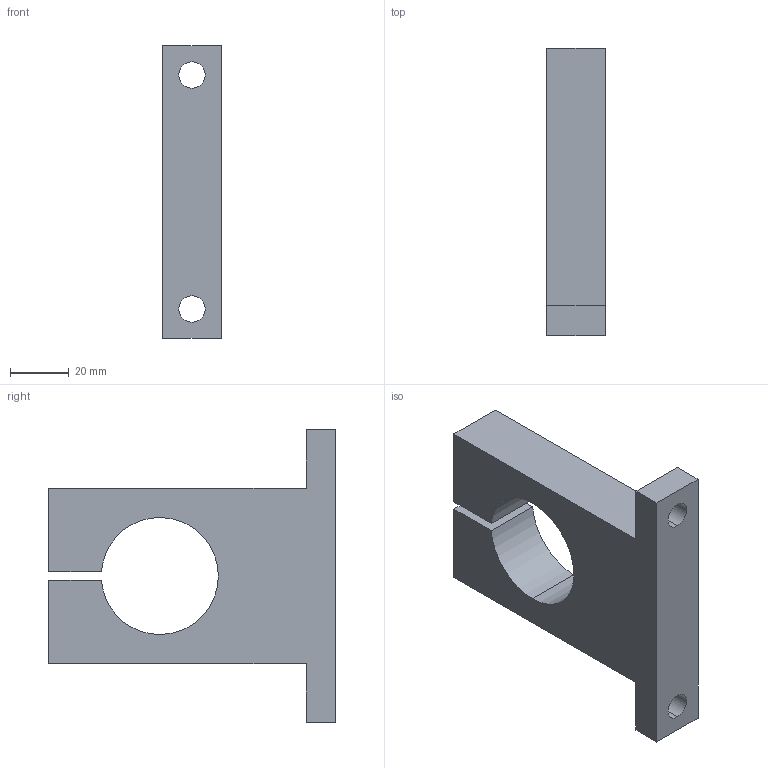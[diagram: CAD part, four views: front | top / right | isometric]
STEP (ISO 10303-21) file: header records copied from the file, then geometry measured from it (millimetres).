
FILE_DESCRIPTION (( 'STEP AP214' ), '1' );
FILE_NAME ('S8040E02.STEP', '2021-09-23T21:08:32', ( '' ), ( '' ), 'SwSTEP 2.0', 'SolidWorks 2020', '' );
FILE_SCHEMA (( 'AUTOMOTIVE_DESIGN' ));
Length unit declared in the file: millimetre
Products named in the file (1): S8040E02
Bounding box: 20 x 98 x 100 mm (x, y, z)
Volume: 94835.9 mm3; surface area: 22478.6 mm2
Topology: 1 solids, 1 shells, 31 faces, 82 edges, 53 vertices
Faces by surface type: plane 14, cylinder 13, cone 4
Entity records: 1002 total; most frequent: DIRECTION 174, CARTESIAN_POINT 165, ORIENTED_EDGE 160, EDGE_CURVE 80, AXIS2_PLACEMENT_3D 62, VERTEX_POINT 53, VECTOR 50, LINE 50
